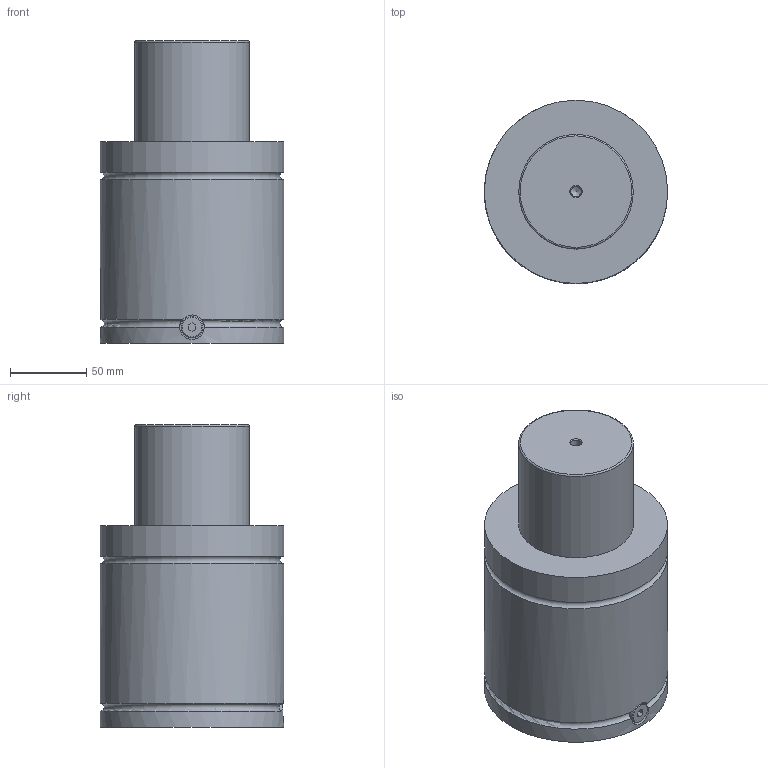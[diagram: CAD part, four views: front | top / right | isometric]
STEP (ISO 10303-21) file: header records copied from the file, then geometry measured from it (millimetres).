
FILE_DESCRIPTION(/* description */ ('STEP AP203'),/* implementation_level */ '2;1');
FILE_NAME(/* name */ 'ET 06600_063.stp',/* time_stamp */ '2019-03-25T09:42:33+03:00',/* author */ ('Doğan'),/* organization */ (''),/* preprocessor_version */ 'ST-DEVELOPER v17.2',/* originating_system */ 'Autodesk Inventor 2019',/* authorisation */ '');
FILE_SCHEMA (('AUTOMOTIVE_DESIGN { 1 0 10303 214 3 1 1 }'));
Length unit declared in the file: millimetre
Products named in the file (1): ET 06600_063
Bounding box: 120 x 120 x 198 mm (x, y, z)
Volume: 1769383.1 mm3; surface area: 93116.8 mm2
Topology: 1 solids, 1 shells, 46 faces, 130 edges, 91 vertices
Faces by surface type: plane 20, cylinder 12, cone 11, torus 3
Full cylindrical faces by diameter (mm): 6.8 x1, 10.2 x4, 14 x2, 16 x1, 75 x1, 120 x3
Entity records: 1614 total; most frequent: CARTESIAN_POINT 332, DIRECTION 275, ORIENTED_EDGE 250, EDGE_CURVE 125, AXIS2_PLACEMENT_3D 108, VERTEX_POINT 91, CIRCLE 61, LINE 59
